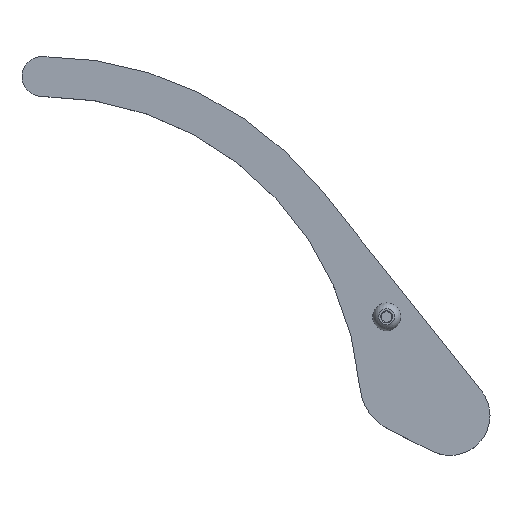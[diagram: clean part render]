
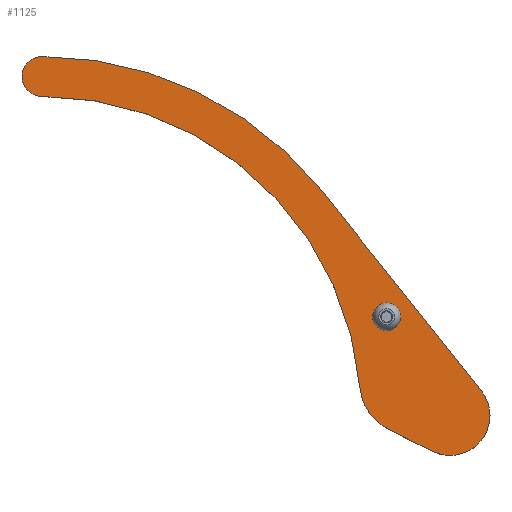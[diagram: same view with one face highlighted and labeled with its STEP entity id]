
A CAD part, top view. The second image highlights one B-rep face of the part: STEP entity #1125.
In plain terms, the highlighted planar face has unit normal (0, 0, 1).
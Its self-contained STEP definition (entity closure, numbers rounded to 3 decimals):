
#35=PLANE('',#1227);
#45=FACE_BOUND('',#217,.T.);
#146=FACE_OUTER_BOUND('',#216,.T.);
#216=EDGE_LOOP('',(#970,#971,#972,#973,#974,#975,#976));
#217=EDGE_LOOP('',(#977));
#246=CIRCLE('',#1219,1.25);
#248=CIRCLE('',#1222,6.55);
#250=CIRCLE('',#1225,40.);
#252=CIRCLE('',#1228,5.);
#253=CIRCLE('',#1229,45.);
#254=CIRCLE('',#1230,2.5);
#346=LINE('',#4036,#409);
#347=LINE('',#4040,#410);
#409=VECTOR('',#1451,10.);
#410=VECTOR('',#1454,10.);
#508=VERTEX_POINT('',#4014);
#510=VERTEX_POINT('',#4020);
#511=VERTEX_POINT('',#4021);
#514=VERTEX_POINT('',#4029);
#516=VERTEX_POINT('',#4035);
#517=VERTEX_POINT('',#4037);
#518=VERTEX_POINT('',#4039);
#519=VERTEX_POINT('',#4041);
#662=EDGE_CURVE('',#508,#508,#246,.T.);
#665=EDGE_CURVE('',#510,#511,#248,.T.);
#669=EDGE_CURVE('',#514,#511,#250,.T.);
#672=EDGE_CURVE('',#510,#516,#346,.T.);
#673=EDGE_CURVE('',#516,#517,#252,.T.);
#674=EDGE_CURVE('',#517,#518,#347,.T.);
#675=EDGE_CURVE('',#518,#519,#253,.T.);
#676=EDGE_CURVE('',#519,#514,#254,.T.);
#970=ORIENTED_EDGE('',*,*,#665,.F.);
#971=ORIENTED_EDGE('',*,*,#672,.T.);
#972=ORIENTED_EDGE('',*,*,#673,.T.);
#973=ORIENTED_EDGE('',*,*,#674,.T.);
#974=ORIENTED_EDGE('',*,*,#675,.T.);
#975=ORIENTED_EDGE('',*,*,#676,.T.);
#976=ORIENTED_EDGE('',*,*,#669,.T.);
#977=ORIENTED_EDGE('',*,*,#662,.T.);
#1125=ADVANCED_FACE('',(#146,#45),#35,.T.);
#1219=AXIS2_PLACEMENT_3D('',#4015,#1429,#1430);
#1222=AXIS2_PLACEMENT_3D('',#4022,#1436,#1437);
#1225=AXIS2_PLACEMENT_3D('',#4030,#1444,#1445);
#1227=AXIS2_PLACEMENT_3D('',#4034,#1449,#1450);
#1228=AXIS2_PLACEMENT_3D('',#4038,#1452,#1453);
#1229=AXIS2_PLACEMENT_3D('',#4042,#1455,#1456);
#1230=AXIS2_PLACEMENT_3D('',#4043,#1457,#1458);
#1429=DIRECTION('center_axis',(0.,0.,
-1.));
#1430=DIRECTION('ref_axis',(-1.,0.,0.));
#1436=DIRECTION('center_axis',(0.,0.,
-1.));
#1437=DIRECTION('ref_axis',(-0.827,-0.562,0.));
#1444=DIRECTION('center_axis',(0.,0.,
-1.));
#1445=DIRECTION('ref_axis',(1.,0.,0.));
#1449=DIRECTION('center_axis',(0.,0.,
1.));
#1450=DIRECTION('ref_axis',(-1.,0.,0.));
#1451=DIRECTION('',(0.894,-0.448,0.));
#1452=DIRECTION('center_axis',(0.,0.,
1.));
#1453=DIRECTION('ref_axis',(-0.448,-0.894,0.));
#1454=DIRECTION('',(-0.623,0.782,0.));
#1455=DIRECTION('center_axis',(0.,0.,
1.));
#1456=DIRECTION('ref_axis',(0.782,0.623,0.));
#1457=DIRECTION('center_axis',(0.,0.,
1.));
#1458=DIRECTION('ref_axis',(0.,1.,0.));
#4014=CARTESIAN_POINT('',(44.459,236.447,26.082));
#4015=CARTESIAN_POINT('Origin',(43.209,236.447,26.082));
#4020=CARTESIAN_POINT('',(43.429,222.356,26.082));
#4021=CARTESIAN_POINT('',(39.842,227.629,26.082));
#4022=CARTESIAN_POINT('Origin',(46.366,228.21,26.082));
#4029=CARTESIAN_POINT('',(0.,264.076,26.082));
#4030=CARTESIAN_POINT('Origin',(0.,224.076,26.082));
#4034=CARTESIAN_POINT('Origin',(26.825,244.076,26.082));
#4035=CARTESIAN_POINT('',(48.908,219.607,26.082));
#4036=CARTESIAN_POINT('',(40.,224.076,26.082));
#4037=CARTESIAN_POINT('',(55.06,227.193,26.082));
#4038=CARTESIAN_POINT('Origin',(51.15,224.076,26.082));
#4039=CARTESIAN_POINT('',(35.191,252.123,26.082));
#4040=CARTESIAN_POINT('',(55.06,227.193,26.082));
#4041=CARTESIAN_POINT('',(0.,269.076,26.082));
#4042=CARTESIAN_POINT('Origin',(0.,224.076,26.082));
#4043=CARTESIAN_POINT('Origin',(0.,266.576,26.082));
